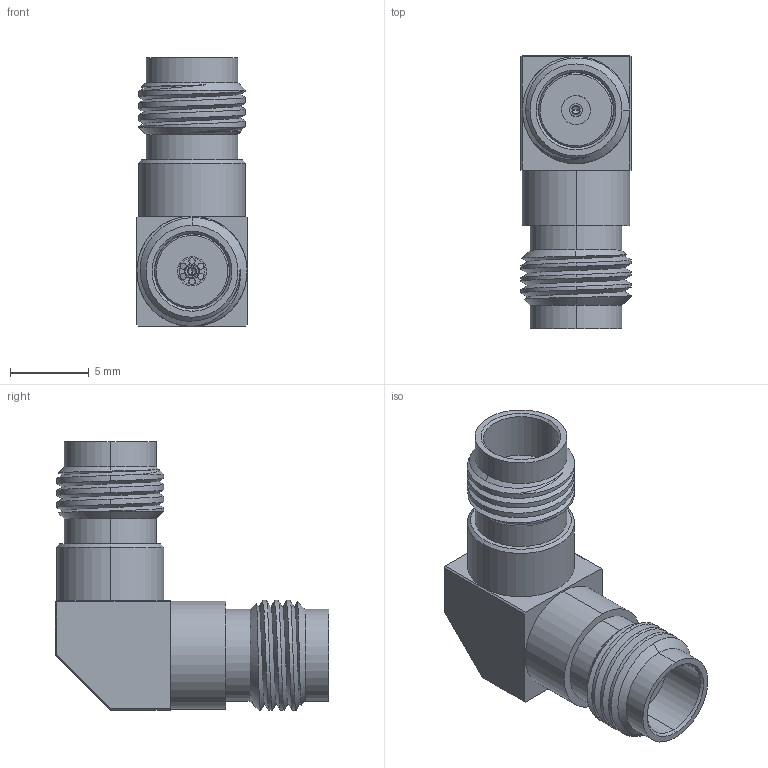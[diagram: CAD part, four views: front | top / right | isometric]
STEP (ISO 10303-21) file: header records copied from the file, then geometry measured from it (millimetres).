
FILE_DESCRIPTION (( 'STEP AP214' ), '1' );
FILE_NAME ('CT-VFVF-R-LN1.STEP', '2025-01-14T00:23:56', ( '' ), ( '' ), 'SwSTEP 2.0', 'SolidWorks 2021', '' );
FILE_SCHEMA (( 'AUTOMOTIVE_DESIGN' ));
Length unit declared in the file: inch
Products named in the file (1): CT-VFVF-R-LN1
Bounding box: 7 x 17.37 x 17.07 mm (x, y, z)
Volume: 828.4 mm3; surface area: 1325.7 mm2
Topology: 5 solids, 6 shells, 244 faces, 632 edges, 402 vertices
Faces by surface type: cylinder 121, plane 78, cone 41, bspline 4
Entity records: 9596 total; most frequent: CARTESIAN_POINT 3423, DIRECTION 1356, ORIENTED_EDGE 1256, EDGE_CURVE 628, AXIS2_PLACEMENT_3D 550, VERTEX_POINT 402, CIRCLE 309, EDGE_LOOP 270
